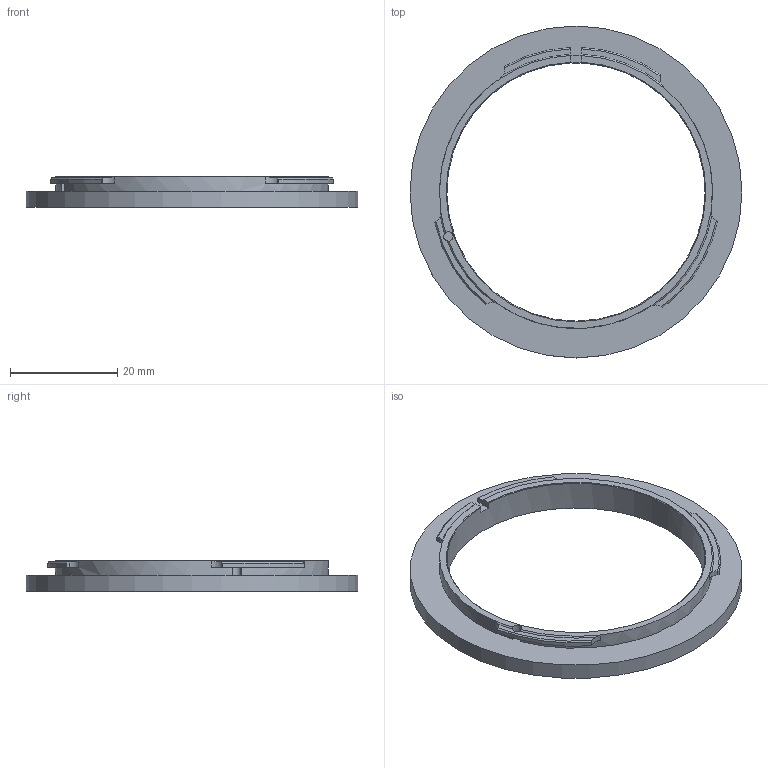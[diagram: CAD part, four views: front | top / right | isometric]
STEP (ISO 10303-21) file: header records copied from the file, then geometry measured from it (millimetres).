
FILE_DESCRIPTION(/* description */ (''),/* implementation_level */ '2;1');
FILE_NAME(/* name */ 'mountBodyBase_canonFD',/* time_stamp */ '2023-12-05T12:47:35-05:00',/* author */ ('George Moua'),/* organization */ ('Archive 663'),/* preprocessor_version */ 'ST-DEVELOPER v16.7',/* originating_system */ 'Solid Edge',/* authorisation */ 'Unknown');
FILE_SCHEMA (('AUTOMOTIVE_DESIGN {1 0 10303 214 3 1 1}'));
Length unit declared in the file: millimetre
Products named in the file (3): mountLensBase; mountLensBase_canonFD_oa_0; mountBodyBase_canonFD
Assembly tree (2 placements, depth 3):
  mountLensBase
    mountLensBase_canonFD_oa_0
      mountBodyBase_canonFD
Bounding box: 62 x 62 x 5.75 mm (x, y, z)
Volume: 4253.1 mm3; surface area: 4466.2 mm2
Topology: 1 solids, 1 shells, 44 faces, 122 edges, 78 vertices
Faces by surface type: plane 20, cylinder 14, cone 10
Full cylindrical faces by diameter (mm): 1.75 x1, 48.25 x1, 62 x1
Entity records: 1494 total; most frequent: CARTESIAN_POINT 308, DIRECTION 244, ORIENTED_EDGE 236, EDGE_CURVE 118, AXIS2_PLACEMENT_3D 101, VERTEX_POINT 77, CIRCLE 54, EDGE_LOOP 49
